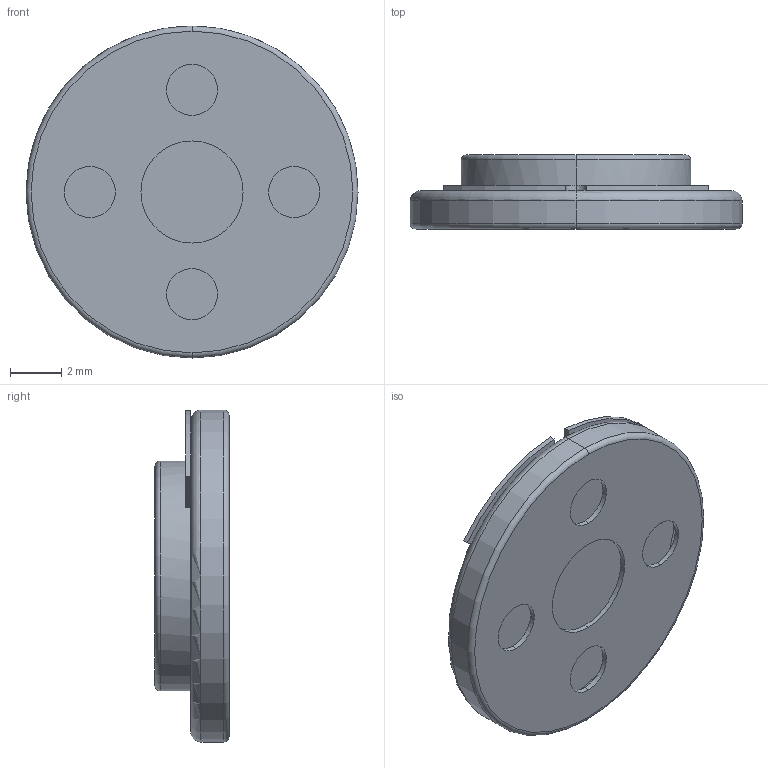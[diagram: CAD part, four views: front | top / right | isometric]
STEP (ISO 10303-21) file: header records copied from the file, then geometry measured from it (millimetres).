
FILE_DESCRIPTION (( 'STEP AP214' ), '1' );
FILE_NAME ('CUI_DEVICES_CDM-13008.step', '2019-10-20T21:55:48', ( '' ), ( '' ), 'SwSTEP 2.0', 'SolidWorks 2019', '' );
FILE_SCHEMA (( 'AUTOMOTIVE_DESIGN' ));
Length unit declared in the file: inch
Products named in the file (1): CUI_DEVICES_CDM-13008
Bounding box: 13 x 2.9 x 13 mm (x, y, z)
Volume: 147.6 mm3; surface area: 608.4 mm2
Topology: 1 solids, 1 shells, 59 faces, 153 edges, 98 vertices
Faces by surface type: cylinder 38, plane 13, torus 8
Entity records: 2630 total; most frequent: DIRECTION 371, CARTESIAN_POINT 311, ORIENTED_EDGE 306, AXIS2_PLACEMENT_3D 158, EDGE_CURVE 153, VERTEX_POINT 98, CIRCLE 98, EDGE_LOOP 87
